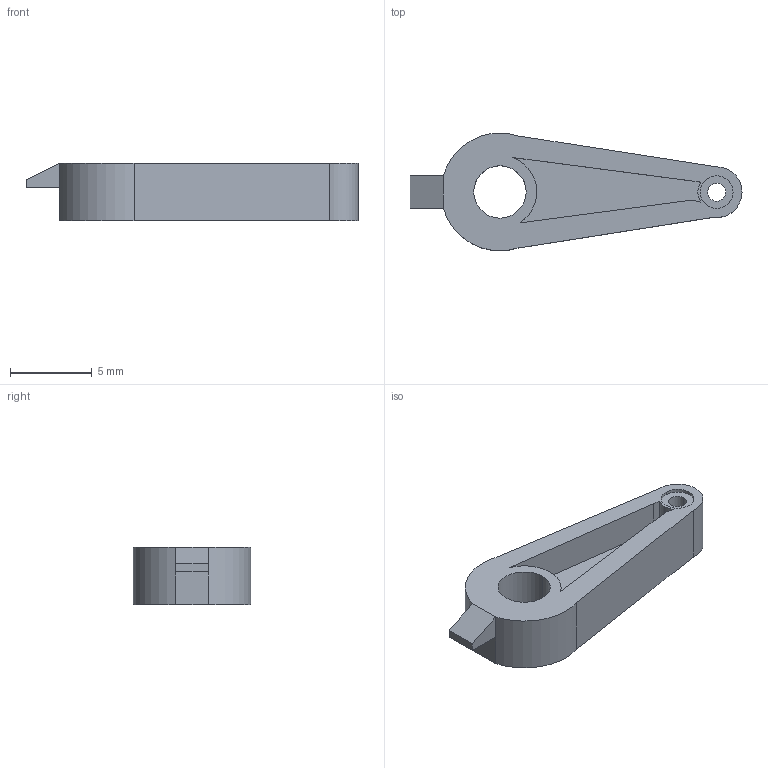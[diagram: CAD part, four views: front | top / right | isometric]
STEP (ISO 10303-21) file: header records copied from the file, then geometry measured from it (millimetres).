
FILE_DESCRIPTION (( 'STEP AP203' ), '1' );
FILE_NAME ('Hebel.step', '2017-06-22T15:55:47', ( '' ), ( '' ), 'SwSTEP 2.0', 'SolidWorks 2016', '' );
FILE_SCHEMA (( 'CONFIG_CONTROL_DESIGN' ));
Length unit declared in the file: millimetre
Products named in the file (1): Hebel
Bounding box: 20.3 x 7.2 x 3.5 mm (x, y, z)
Surface area: 432.9 mm2 (no closed solid volume)
Topology: 0 solids, 1 shells, 29 faces, 71 edges, 46 vertices
Faces by surface type: plane 16, cylinder 13
Entity records: 944 total; most frequent: DIRECTION 157, CARTESIAN_POINT 147, ORIENTED_EDGE 142, EDGE_CURVE 71, AXIS2_PLACEMENT_3D 56, VERTEX_POINT 46, LINE 45, VECTOR 45
